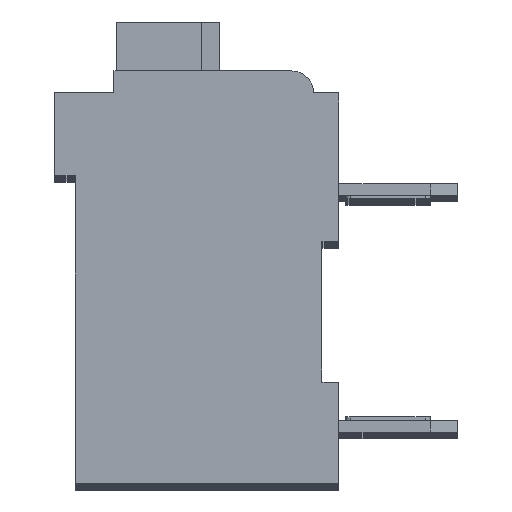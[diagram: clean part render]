
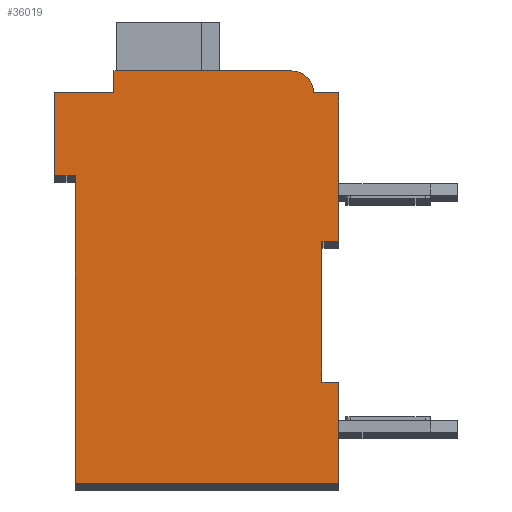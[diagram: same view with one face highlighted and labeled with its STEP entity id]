
A CAD part, top view. The second image highlights one B-rep face of the part: STEP entity #36019.
In plain terms, the highlighted planar face has unit normal (0, 0, 1).
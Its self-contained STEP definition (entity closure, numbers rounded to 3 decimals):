
#10980=DIRECTION('',(1.,0.,0.));
#10981=VECTOR('',#10980,0.5);
#10982=CARTESIAN_POINT('',(7.3,7.15,2.1));
#10983=LINE('',#10982,#10981);
#10984=DIRECTION('',(0.,1.,0.));
#10985=VECTOR('',#10984,4.15);
#10986=CARTESIAN_POINT('',(7.3,3.,2.1));
#10987=LINE('',#10986,#10985);
#10988=DIRECTION('',(-1.,0.,0.));
#10989=VECTOR('',#10988,0.5);
#10990=CARTESIAN_POINT('',(7.8,3.,2.1));
#10991=LINE('',#10990,#10989);
#10992=DIRECTION('',(0.,1.,0.));
#10993=VECTOR('',#10992,3.);
#10994=CARTESIAN_POINT('',(7.8,0.,2.1));
#10995=LINE('',#10994,#10993);
#10996=DIRECTION('',(1.,0.,0.));
#10997=VECTOR('',#10996,7.8);
#10998=CARTESIAN_POINT('',(0.,0.,2.1));
#10999=LINE('',#10998,#10997);
#11000=DIRECTION('',(0.,-1.,0.));
#11001=VECTOR('',#11000,9.1);
#11002=CARTESIAN_POINT('',(0.,9.1,2.1));
#11003=LINE('',#11002,#11001);
#11004=DIRECTION('',(1.,0.,0.));
#11005=VECTOR('',#11004,0.6);
#11006=CARTESIAN_POINT('',(-0.6,9.1,2.1));
#11007=LINE('',#11006,#11005);
#11008=DIRECTION('',(0.,-1.,0.));
#11009=VECTOR('',#11008,2.45);
#11010=CARTESIAN_POINT('',(-0.6,11.55,2.1));
#11011=LINE('',#11010,#11009);
#11012=DIRECTION('',(-1.,0.,0.));
#11013=VECTOR('',#11012,1.75);
#11014=CARTESIAN_POINT('',(1.15,11.55,2.1));
#11015=LINE('',#11014,#11013);
#11016=DIRECTION('',(0.,-1.,0.));
#11017=VECTOR('',#11016,0.65);
#11018=CARTESIAN_POINT('',(1.15,12.2,2.1));
#11019=LINE('',#11018,#11017);
#11020=DIRECTION('',(-1.,0.,0.));
#11021=VECTOR('',#11020,5.25);
#11022=CARTESIAN_POINT('',(6.4,12.2,2.1));
#11023=LINE('',#11022,#11021);
#11024=CARTESIAN_POINT('',(6.4,11.55,2.1));
#11025=DIRECTION('',(0.,0.,1.));
#11026=DIRECTION('',(1.,0.,0.));
#11027=AXIS2_PLACEMENT_3D('',#11024,#11025,#11026);
#11029=DIRECTION('',(-1.,0.,0.));
#11030=VECTOR('',#11029,0.75);
#11031=CARTESIAN_POINT('',(7.8,11.55,2.1));
#11032=LINE('',#11031,#11030);
#11033=DIRECTION('',(0.,1.,0.));
#11034=VECTOR('',#11033,4.4);
#11035=CARTESIAN_POINT('',(7.8,7.15,2.1));
#11036=LINE('',#11035,#11034);
#17869=CARTESIAN_POINT('',(7.3,7.15,2.1));
#17870=CARTESIAN_POINT('',(7.8,7.15,2.1));
#17871=VERTEX_POINT('',#17869);
#17872=VERTEX_POINT('',#17870);
#17873=CARTESIAN_POINT('',(7.8,11.55,2.1));
#17874=VERTEX_POINT('',#17873);
#17875=CARTESIAN_POINT('',(7.05,11.55,2.1));
#17876=VERTEX_POINT('',#17875);
#17877=CARTESIAN_POINT('',(6.4,12.2,2.1));
#17878=VERTEX_POINT('',#17877);
#17879=CARTESIAN_POINT('',(1.15,12.2,2.1));
#17880=VERTEX_POINT('',#17879);
#17881=CARTESIAN_POINT('',(1.15,11.55,2.1));
#17882=VERTEX_POINT('',#17881);
#17883=CARTESIAN_POINT('',(-0.6,11.55,2.1));
#17884=VERTEX_POINT('',#17883);
#17885=CARTESIAN_POINT('',(-0.6,9.1,2.1));
#17886=VERTEX_POINT('',#17885);
#17887=CARTESIAN_POINT('',(0.,9.1,2.1));
#17888=VERTEX_POINT('',#17887);
#17889=CARTESIAN_POINT('',(0.,0.,2.1));
#17890=VERTEX_POINT('',#17889);
#17891=CARTESIAN_POINT('',(7.8,0.,2.1));
#17892=VERTEX_POINT('',#17891);
#17893=CARTESIAN_POINT('',(7.8,3.,2.1));
#17894=VERTEX_POINT('',#17893);
#17895=CARTESIAN_POINT('',(7.3,3.,2.1));
#17896=VERTEX_POINT('',#17895);
#35998=CARTESIAN_POINT('',(0.,0.,2.1));
#35999=DIRECTION('',(0.,0.,1.));
#36000=DIRECTION('',(1.,0.,0.));
#36001=AXIS2_PLACEMENT_3D('',#35998,#35999,#36000);
#36002=PLANE('',#36001);
#36003=ORIENTED_EDGE('',*,*,#23550,.F.);
#36004=ORIENTED_EDGE('',*,*,#24352,.F.);
#36005=ORIENTED_EDGE('',*,*,#30712,.F.);
#36006=ORIENTED_EDGE('',*,*,#31157,.F.);
#36007=ORIENTED_EDGE('',*,*,#31674,.F.);
#36008=ORIENTED_EDGE('',*,*,#32440,.F.);
#36009=ORIENTED_EDGE('',*,*,#32674,.F.);
#36010=ORIENTED_EDGE('',*,*,#33155,.F.);
#36011=ORIENTED_EDGE('',*,*,#33683,.F.);
#36012=ORIENTED_EDGE('',*,*,#34448,.F.);
#36013=ORIENTED_EDGE('',*,*,#35050,.F.);
#36014=ORIENTED_EDGE('',*,*,#33734,.F.);
#36015=ORIENTED_EDGE('',*,*,#34239,.F.);
#36016=ORIENTED_EDGE('',*,*,#24247,.F.);
#36017=EDGE_LOOP('',(#36003,#36004,#36005,#36006,#36007,#36008,#36009,#36010,
#36011,#36012,#36013,#36014,#36015,#36016));
#36018=FACE_OUTER_BOUND('',#36017,.F.);
#11028=CIRCLE('',#11027,0.65);
#23550=EDGE_CURVE('',#17871,#17872,#10983,.T.);
#24247=EDGE_CURVE('',#17872,#17874,#11036,.T.);
#24352=EDGE_CURVE('',#17896,#17871,#10987,.T.);
#30712=EDGE_CURVE('',#17894,#17896,#10991,.T.);
#31157=EDGE_CURVE('',#17892,#17894,#10995,.T.);
#31674=EDGE_CURVE('',#17890,#17892,#10999,.T.);
#32440=EDGE_CURVE('',#17888,#17890,#11003,.T.);
#32674=EDGE_CURVE('',#17886,#17888,#11007,.T.);
#33155=EDGE_CURVE('',#17884,#17886,#11011,.T.);
#33683=EDGE_CURVE('',#17882,#17884,#11015,.T.);
#33734=EDGE_CURVE('',#17876,#17878,#11028,.T.);
#34239=EDGE_CURVE('',#17874,#17876,#11032,.T.);
#34448=EDGE_CURVE('',#17880,#17882,#11019,.T.);
#35050=EDGE_CURVE('',#17878,#17880,#11023,.T.);
#36019=ADVANCED_FACE('',(#36018),#36002,.T.);
